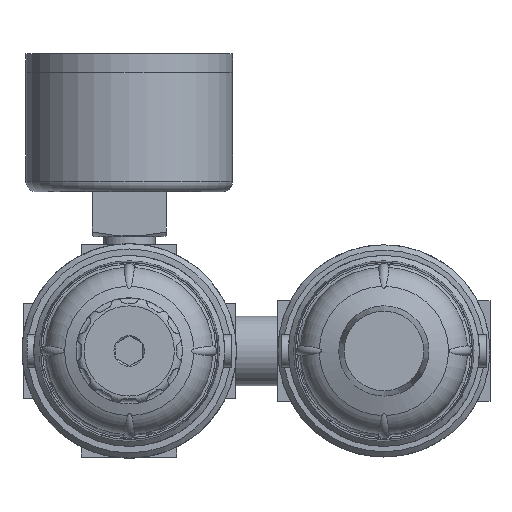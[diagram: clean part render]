
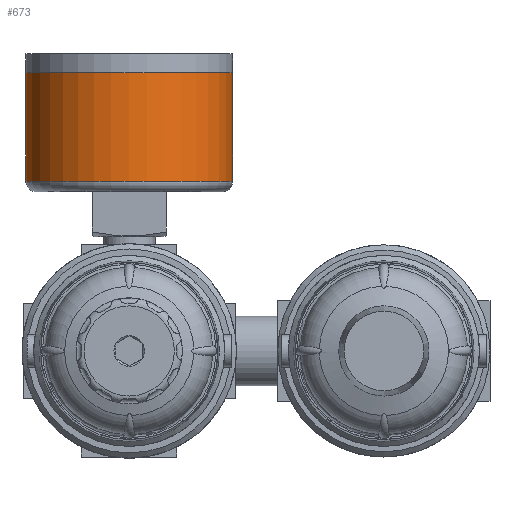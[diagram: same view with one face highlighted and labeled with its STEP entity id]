
A CAD part, front view. The second image highlights one B-rep face of the part: STEP entity #673.
In plain terms, the highlighted cylindrical face has radius 19.5 mm (diameter 39 mm), a full revolution.
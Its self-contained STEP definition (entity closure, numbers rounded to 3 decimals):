
#673 = ADVANCED_FACE( '', ( #1680, #1681 ), #1682, .T. );
#1680 = FACE_OUTER_BOUND( '', #2977, .T. );
#1681 = FACE_OUTER_BOUND( '', #2978, .T. );
#1682 = CYLINDRICAL_SURFACE( '', #2979, 19.5 );
#2977 = EDGE_LOOP( '', ( #6311 ) );
#2978 = EDGE_LOOP( '', ( #6312 ) );
#2979 = AXIS2_PLACEMENT_3D( '', #6313, #6314, #6315 );
#6311 = ORIENTED_EDGE( '', *, *, #9077, .F. );
#6312 = ORIENTED_EDGE( '', *, *, #9076, .T. );
#6313 = CARTESIAN_POINT( '', ( 0., 0., 15.5 ) );
#6314 = DIRECTION( '', ( 0., 0., 1. ) );
#6315 = DIRECTION( '', ( -1., 0., 0. ) );
#9076 = EDGE_CURVE( '', #11145, #11145, #11146, .T. );
#9077 = EDGE_CURVE( '', #11147, #11147, #11148, .T. );
#11145 = VERTEX_POINT( '', #15555 );
#11146 = CIRCLE( '', #15556, 19.5 );
#11147 = VERTEX_POINT( '', #15557 );
#11148 = CIRCLE( '', #15558, 19.5 );
#15555 = CARTESIAN_POINT( '', ( -19.5, 0., 37.98 ) );
#15556 = AXIS2_PLACEMENT_3D( '', #18707, #18708, #18709 );
#15557 = CARTESIAN_POINT( '', ( -19.5, 0., 17.5 ) );
#15558 = AXIS2_PLACEMENT_3D( '', #18710, #18711, #18712 );
#18707 = CARTESIAN_POINT( '', ( 0., 0., 37.98 ) );
#18708 = DIRECTION( '', ( 0., 0., -1. ) );
#18709 = DIRECTION( '', ( -1., 0., 0. ) );
#18710 = CARTESIAN_POINT( '', ( 0., 0., 17.5 ) );
#18711 = DIRECTION( '', ( 0., 0., -1. ) );
#18712 = DIRECTION( '', ( -1., 0., 0. ) );
